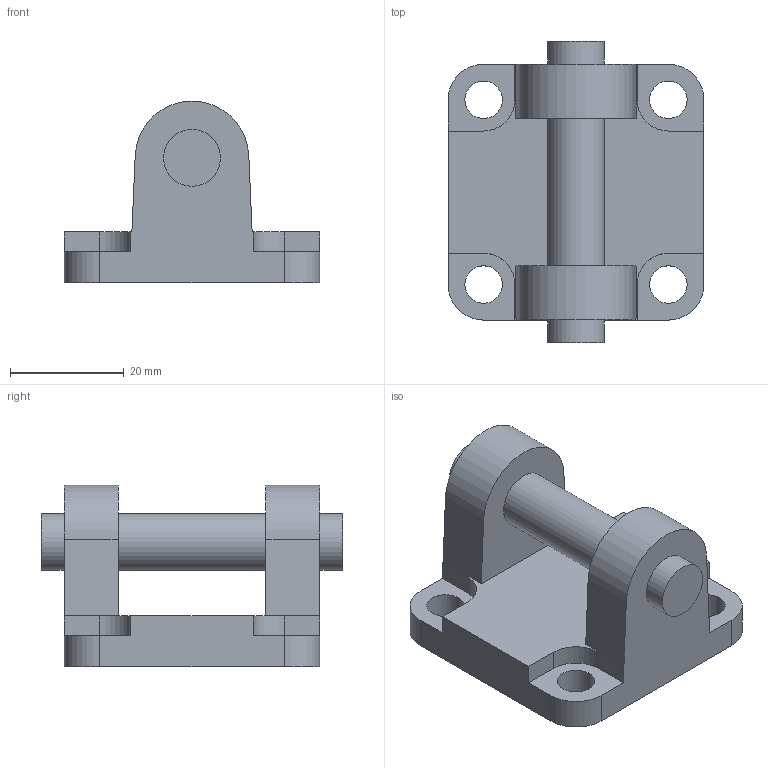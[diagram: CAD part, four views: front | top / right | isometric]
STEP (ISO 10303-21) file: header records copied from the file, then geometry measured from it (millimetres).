
FILE_DESCRIPTION((''),'2;1');
FILE_NAME('1500.32.09F.stp','2007-02-26T14:19:15',('valotma1'),(''),'Autodesk Inventor 11','Autodesk Inventor 11','');
FILE_SCHEMA(('AUTOMOTIVE_DESIGN { 1 0 10303 214 1 1 1 1 }'));
Length unit declared in the file: millimetre
Products named in the file (1): 1500.32
Bounding box: 45 x 53 x 32 mm (x, y, z)
Volume: 22652.2 mm3; surface area: 9463.7 mm2
Topology: 1 solids, 1 shells, 45 faces, 121 edges, 81 vertices
Faces by surface type: plane 22, bspline 14, cylinder 9
Full cylindrical faces by diameter (mm): 10 x3
Entity records: 1530 total; most frequent: CARTESIAN_POINT 406, ORIENTED_EDGE 224, DIRECTION 212, EDGE_CURVE 112, VERTEX_POINT 80, VECTOR 76, LINE 76, AXIS2_PLACEMENT_3D 68
